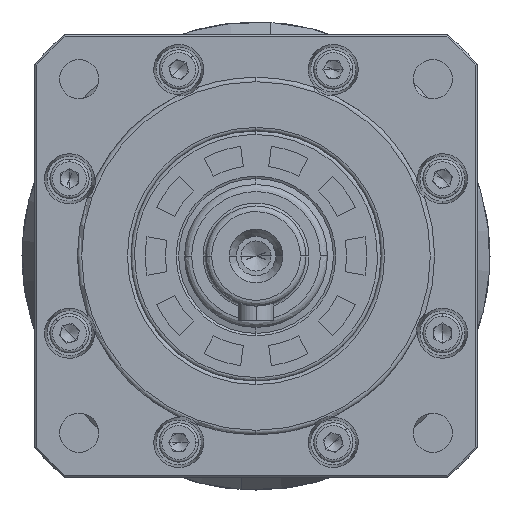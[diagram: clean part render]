
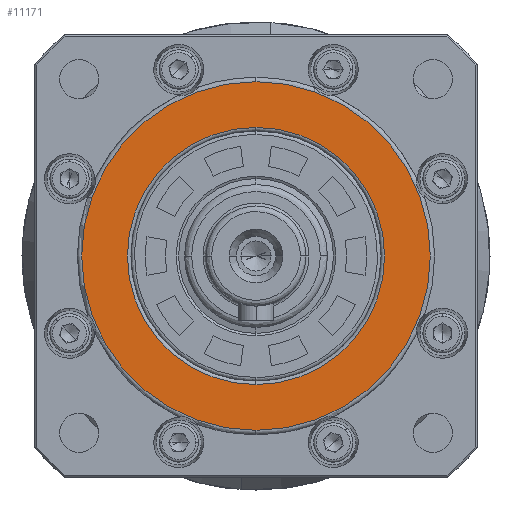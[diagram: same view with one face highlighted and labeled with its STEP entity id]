
A CAD part, left-side view. The second image highlights one B-rep face of the part: STEP entity #11171.
In plain terms, the highlighted planar face has unit normal (-1, 0, 0).
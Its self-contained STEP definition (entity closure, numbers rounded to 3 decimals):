
#59 = EDGE_CURVE ( 'NONE', #23979, #21626, #30327, .T. ) ;
#216 = CARTESIAN_POINT ( 'NONE',  ( 2., 0., 18. ) ) ;
#1669 = CIRCLE ( 'NONE', #18218, 24.4 ) ;
#2261 = EDGE_CURVE ( 'NONE', #21626, #23979, #1669, .T. ) ;
#4373 = DIRECTION ( 'NONE',  ( 0., 0., 1. ) ) ;
#5536 = EDGE_CURVE ( 'NONE', #9480, #21618, #35888, .T. ) ;
#6422 = DIRECTION ( 'NONE',  ( 1., 0., 0. ) ) ;
#9480 = VERTEX_POINT ( 'NONE', #216 ) ;
#9489 = CARTESIAN_POINT ( 'NONE',  ( 2., 0., 0. ) ) ;
#9897 = DIRECTION ( 'NONE',  ( 1., 0., 0. ) ) ;
#10502 = PLANE ( 'NONE',  #25868 ) ;
#11171 = ADVANCED_FACE ( 'NONE', ( #20021, #39029 ), #10502, .T. ) ;
#11674 = DIRECTION ( 'NONE',  ( -1., 0., 0. ) ) ;
#13192 = AXIS2_PLACEMENT_3D ( 'NONE', #9489, #9897, #25554 ) ;
#13809 = CARTESIAN_POINT ( 'NONE',  ( 2., -18., 0. ) ) ;
#14611 = ORIENTED_EDGE ( 'NONE', *, *, #31817, .T. ) ;
#15894 = ORIENTED_EDGE ( 'NONE', *, *, #2261, .T. ) ;
#17021 = DIRECTION ( 'NONE',  ( -1., 0., 0. ) ) ;
#17216 = CARTESIAN_POINT ( 'NONE',  ( 2., 0., 0. ) ) ;
#17384 = CARTESIAN_POINT ( 'NONE',  ( 2., 0., 0. ) ) ;
#18218 = AXIS2_PLACEMENT_3D ( 'NONE', #17384, #11674, #27038 ) ;
#18966 = AXIS2_PLACEMENT_3D ( 'NONE', #17216, #33035, #4373 ) ;
#20021 = FACE_BOUND ( 'NONE', #24176, .T. ) ;
#21354 = EDGE_LOOP ( 'NONE', ( #30897, #15894 ) ) ;
#21618 = VERTEX_POINT ( 'NONE', #21869 ) ;
#21626 = VERTEX_POINT ( 'NONE', #40432 ) ;
#21869 = CARTESIAN_POINT ( 'NONE',  ( 2., 0., -18. ) ) ;
#22382 = CARTESIAN_POINT ( 'NONE',  ( 2., 0., 0. ) ) ;
#23979 = VERTEX_POINT ( 'NONE', #38608 ) ;
#24176 = EDGE_LOOP ( 'NONE', ( #32617, #14611 ) ) ;
#24470 = AXIS2_PLACEMENT_3D ( 'NONE', #22382, #6422, #25442 ) ;
#25442 = DIRECTION ( 'NONE',  ( 0., 0., 1. ) ) ;
#25554 = DIRECTION ( 'NONE',  ( 0., 0., 1. ) ) ;
#25868 = AXIS2_PLACEMENT_3D ( 'NONE', #13809, #17021, #30061 ) ;
#27038 = DIRECTION ( 'NONE',  ( 0., 0., 1. ) ) ;
#30061 = DIRECTION ( 'NONE',  ( 0., 0., 1. ) ) ;
#30327 = CIRCLE ( 'NONE', #18966, 24.4 ) ;
#30897 = ORIENTED_EDGE ( 'NONE', *, *, #59, .T. ) ;
#31817 = EDGE_CURVE ( 'NONE', #21618, #9480, #38275, .T. ) ;
#32617 = ORIENTED_EDGE ( 'NONE', *, *, #5536, .T. ) ;
#33035 = DIRECTION ( 'NONE',  ( -1., 0., 0. ) ) ;
#35888 = CIRCLE ( 'NONE', #24470, 18. ) ;
#38275 = CIRCLE ( 'NONE', #13192, 18. ) ;
#38608 = CARTESIAN_POINT ( 'NONE',  ( 2., 0., 24.4 ) ) ;
#39029 = FACE_OUTER_BOUND ( 'NONE', #21354, .T. ) ;
#40432 = CARTESIAN_POINT ( 'NONE',  ( 2., 0., -24.4 ) ) ;
